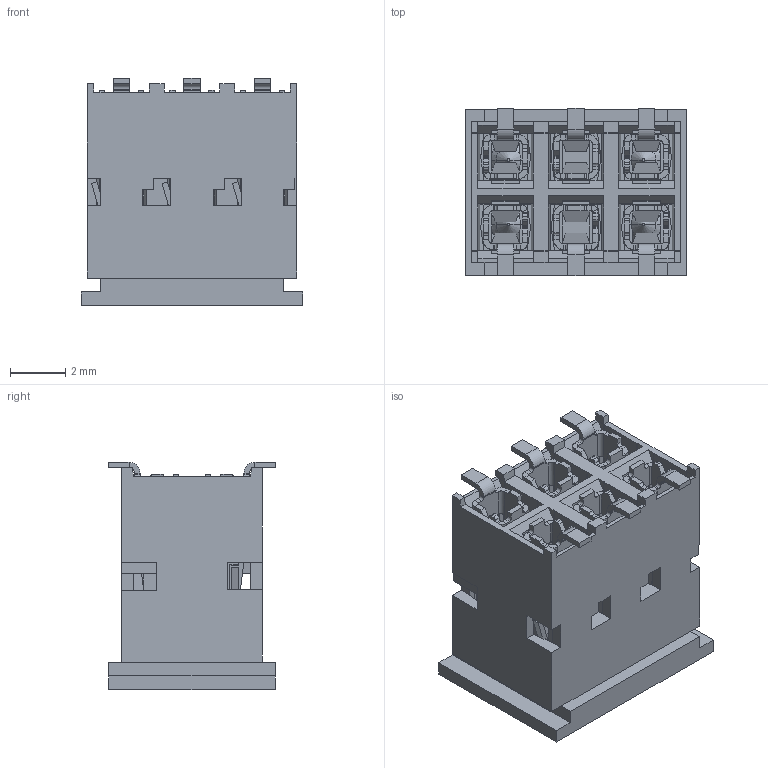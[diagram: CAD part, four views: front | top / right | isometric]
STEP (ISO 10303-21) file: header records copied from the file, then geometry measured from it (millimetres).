
FILE_DESCRIPTION((''),'2;1');
FILE_NAME('89898-303A_ASM','2006-10-19T',('DaLegrand'),('FCI - CDC Division'),'PRO/ENGINEER BY PARAMETRIC TECHNOLOGY CORPORATION, 2004490','PRO/ENGINEER BY PARAMETRIC TECHNOLOGY CORPORATION, 2004490','');
FILE_SCHEMA(('CONFIG_CONTROL_DESIGN'));
Length unit declared in the file: millimetre
Products named in the file (6): 65236-003; CONTACT_DX_SIMPLE; ANGLE; 89896_ASM; 95221-002; 89898-303A_ASM
Assembly tree (10 placements, depth 3):
  89898-303A_ASM
    65236-003
    89896_ASM  x6
      CONTACT_DX_SIMPLE
      ANGLE
    95221-002
Bounding box: 8 x 6.03 x 8.2 mm (x, y, z)
Volume: 205.8 mm3; surface area: 1049.2 mm2
Topology: 14 solids, 14 shells, 1945 faces, 4685 edges, 2706 vertices
Faces by surface type: plane 1441, cylinder 314, bspline 150, revolution 24, cone 16
Entity records: 19936 total; most frequent: CARTESIAN_POINT 4414, ORIENTED_EDGE 3302, DIRECTION 2959, EDGE_CURVE 1651, VECTOR 1463, LINE 1463, VERTEX_POINT 1006, AXIS2_PLACEMENT_3D 746
